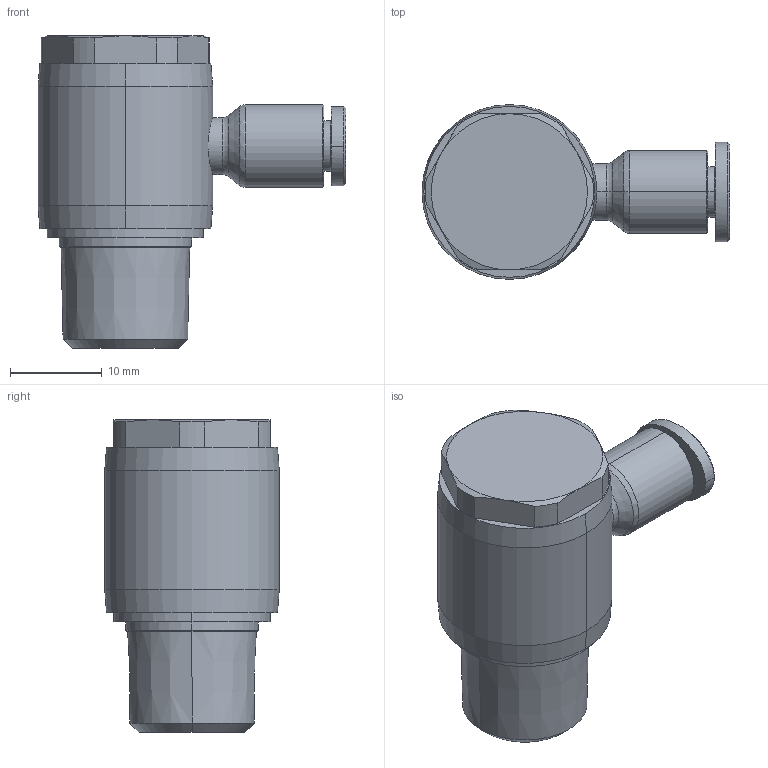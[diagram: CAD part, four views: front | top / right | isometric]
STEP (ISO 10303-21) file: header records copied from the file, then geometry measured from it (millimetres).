
FILE_DESCRIPTION (( 'STEP AP214' ), '1' );
FILE_NAME ('PH04-02.STEP', '2015-08-26T14:31:03', ( '' ), ( '' ), 'SwSTEP 2.0', 'SolidWorks 2015', '' );
FILE_SCHEMA (( 'AUTOMOTIVE_DESIGN' ));
Length unit declared in the file: millimetre
Products named in the file (2): PH04-02; ｦ+ﾃｦ1
Assembly tree (1 placements, depth 2):
  PH04-02
    ｦ+ﾃｦ1
Bounding box: 33.5 x 19 x 34 mm (x, y, z)
Volume: 6936.7 mm3; surface area: 3768.7 mm2
Topology: 1 solids, 1 shells, 434 faces, 1202 edges, 791 vertices
Faces by surface type: plane 342, bspline 32, cylinder 30, cone 28, torus 2
Entity records: 15194 total; most frequent: CARTESIAN_POINT 3638, ORIENTED_EDGE 2400, DIRECTION 2020, EDGE_CURVE 1200, VECTOR 1016, LINE 1016, VERTEX_POINT 791, AXIS2_PLACEMENT_3D 502
